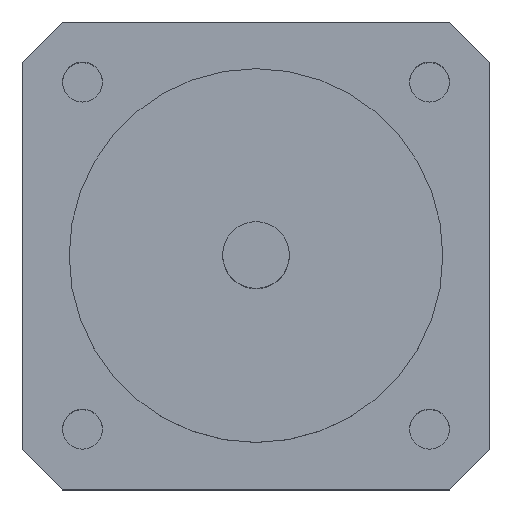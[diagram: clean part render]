
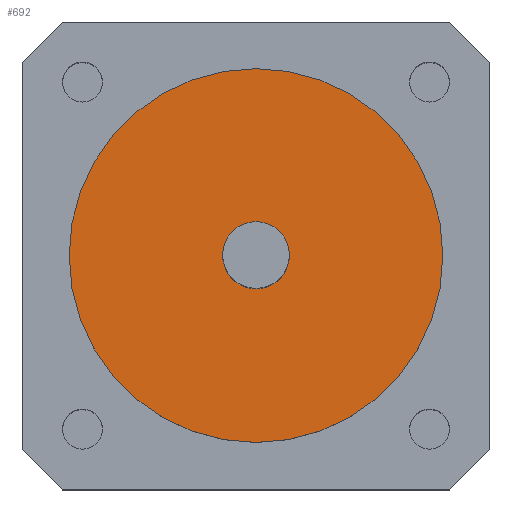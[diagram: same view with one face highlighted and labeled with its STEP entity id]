
A CAD part, top view. The second image highlights one B-rep face of the part: STEP entity #692.
In plain terms, the highlighted planar face has unit normal (0, 0, 1).
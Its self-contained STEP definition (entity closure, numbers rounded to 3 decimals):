
#53=FACE_BOUND('',#272,.T.);
#224=FACE_OUTER_BOUND('',#271,.T.);
#271=EDGE_LOOP('',(#597));
#272=EDGE_LOOP('',(#598));
#291=CIRCLE('',#740,2.5);
#301=CIRCLE('',#765,14.);
#331=VERTEX_POINT('',#1050);
#361=VERTEX_POINT('',#1139);
#400=EDGE_CURVE('',#331,#331,#291,.T.);
#443=EDGE_CURVE('',#361,#361,#301,.T.);
#597=ORIENTED_EDGE('',*,*,#443,.T.);
#598=ORIENTED_EDGE('',*,*,#400,.T.);
#658=PLANE('',#766);
#692=ADVANCED_FACE('',(#224,#53),#658,.T.);
#740=AXIS2_PLACEMENT_3D('',#1052,#855,#856);
#765=AXIS2_PLACEMENT_3D('',#1140,#938,#939);
#766=AXIS2_PLACEMENT_3D('',#1142,#941,#942);
#855=DIRECTION('center_axis',(0.,0.,-1.));
#856=DIRECTION('ref_axis',(1.,0.,0.));
#938=DIRECTION('center_axis',(0.,0.,1.));
#939=DIRECTION('ref_axis',(1.,0.,0.));
#941=DIRECTION('center_axis',(0.,0.,1.));
#942=DIRECTION('ref_axis',(1.,0.,0.));
#1050=CARTESIAN_POINT('',(-2.5,0.,2.));
#1052=CARTESIAN_POINT('Origin',(0.,0.,2.));
#1139=CARTESIAN_POINT('',(-14.,0.,2.));
#1140=CARTESIAN_POINT('Origin',(0.,0.,2.));
#1142=CARTESIAN_POINT('Origin',(0.,0.,2.));
